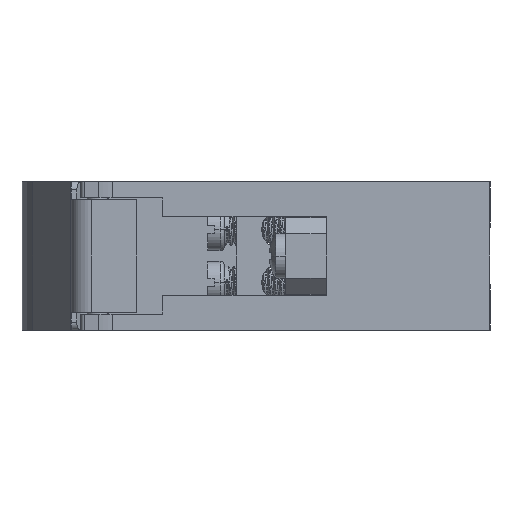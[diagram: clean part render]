
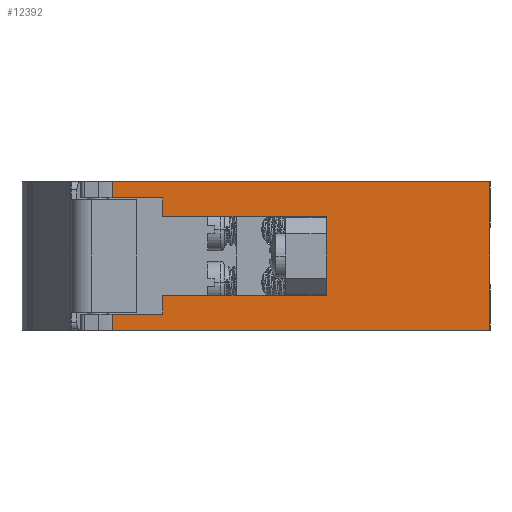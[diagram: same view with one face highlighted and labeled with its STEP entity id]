
A CAD part, left-side view. The second image highlights one B-rep face of the part: STEP entity #12392.
In plain terms, the highlighted planar face has unit normal (-1, 0, 0).
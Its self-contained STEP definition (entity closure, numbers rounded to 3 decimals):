
#691=DIRECTION('',(0.,0.,-1.));
#692=VECTOR('',#691,9.4);
#693=CARTESIAN_POINT('',(-21.,20.,4.7));
#694=LINE('',#693,#692);
#695=DIRECTION('',(0.,0.,-1.));
#696=VECTOR('',#695,0.1);
#697=CARTESIAN_POINT('',(-21.,20.,4.8));
#698=LINE('',#697,#696);
#699=DIRECTION('',(0.,-1.,0.));
#700=VECTOR('',#699,20.);
#701=CARTESIAN_POINT('',(-21.,40.,4.8));
#702=LINE('',#701,#700);
#703=DIRECTION('',(0.,0.,1.));
#704=VECTOR('',#703,2.3);
#705=CARTESIAN_POINT('',(-21.,40.,4.8));
#706=LINE('',#705,#704);
#707=DIRECTION('',(0.,-1.,0.));
#708=VECTOR('',#707,6.172);
#709=CARTESIAN_POINT('',(-21.,46.172,7.1));
#710=LINE('',#709,#708);
#711=DIRECTION('',(0.,0.,-1.));
#712=VECTOR('',#711,2.);
#713=CARTESIAN_POINT('',(-21.,46.172,9.1));
#714=LINE('',#713,#712);
#715=DIRECTION('',(0.,0.,-1.));
#716=VECTOR('',#715,2.);
#717=CARTESIAN_POINT('',(-21.,46.172,-7.1));
#718=LINE('',#717,#716);
#719=DIRECTION('',(0.,-1.,0.));
#720=VECTOR('',#719,6.172);
#721=CARTESIAN_POINT('',(-21.,46.172,-7.1));
#722=LINE('',#721,#720);
#723=DIRECTION('',(0.,0.,1.));
#724=VECTOR('',#723,2.3);
#725=CARTESIAN_POINT('',(-21.,40.,-7.1));
#726=LINE('',#725,#724);
#727=DIRECTION('',(0.,-1.,0.));
#728=VECTOR('',#727,20.);
#729=CARTESIAN_POINT('',(-21.,40.,-4.8));
#730=LINE('',#729,#728);
#731=DIRECTION('',(0.,0.,-1.));
#732=VECTOR('',#731,0.1);
#733=CARTESIAN_POINT('',(-21.,20.,-4.7));
#734=LINE('',#733,#732);
#1182=DIRECTION('',(0.,-1.,0.));
#1183=VECTOR('',#1182,46.172);
#1184=CARTESIAN_POINT('',(-21.,46.172,-9.1));
#1185=LINE('',#1184,#1183);
#1979=DIRECTION('',(0.,-1.,0.));
#1980=VECTOR('',#1979,46.172);
#1981=CARTESIAN_POINT('',(-21.,46.172,9.1));
#1982=LINE('',#1981,#1980);
#2787=DIRECTION('',(0.,0.,1.));
#2788=VECTOR('',#2787,18.2);
#2789=CARTESIAN_POINT('',(-21.,0.,-9.1));
#2790=LINE('',#2789,#2788);
#9867=CARTESIAN_POINT('',(-21.,0.,-9.1));
#9868=CARTESIAN_POINT('',(-21.,0.,9.1));
#9869=VERTEX_POINT('',#9867);
#9870=VERTEX_POINT('',#9868);
#9989=CARTESIAN_POINT('',(-21.,20.,4.8));
#9991=VERTEX_POINT('',#9989);
#9994=CARTESIAN_POINT('',(-21.,20.,-4.8));
#9996=VERTEX_POINT('',#9994);
#10015=CARTESIAN_POINT('',(-21.,40.,4.8));
#10016=CARTESIAN_POINT('',(-21.,40.,7.1));
#10017=VERTEX_POINT('',#10015);
#10018=VERTEX_POINT('',#10016);
#10019=CARTESIAN_POINT('',(-21.,40.,-7.1));
#10020=CARTESIAN_POINT('',(-21.,40.,-4.8));
#10021=VERTEX_POINT('',#10019);
#10022=VERTEX_POINT('',#10020);
#10143=CARTESIAN_POINT('',(-21.,46.172,7.1));
#10145=VERTEX_POINT('',#10143);
#10149=CARTESIAN_POINT('',(-21.,46.172,9.1));
#10150=VERTEX_POINT('',#10149);
#10151=CARTESIAN_POINT('',(-21.,46.172,-9.1));
#10153=VERTEX_POINT('',#10151);
#10157=CARTESIAN_POINT('',(-21.,46.172,-7.1));
#10158=VERTEX_POINT('',#10157);
#10591=CARTESIAN_POINT('',(-21.,20.,4.7));
#10592=CARTESIAN_POINT('',(-21.,20.,-4.7));
#10593=VERTEX_POINT('',#10591);
#10594=VERTEX_POINT('',#10592);
#12360=CARTESIAN_POINT('',(-21.,56.,-9.1));
#12361=DIRECTION('',(-1.,0.,0.));
#12362=DIRECTION('',(0.,-1.,0.));
#12363=AXIS2_PLACEMENT_3D('',#12360,#12361,#12362);
#12364=PLANE('',#12363);
#12365=ORIENTED_EDGE('',*,*,#12308,.F.);
#12366=ORIENTED_EDGE('',*,*,#12264,.F.);
#12368=ORIENTED_EDGE('',*,*,#12367,.F.);
#12370=ORIENTED_EDGE('',*,*,#12369,.T.);
#12372=ORIENTED_EDGE('',*,*,#12371,.F.);
#12374=ORIENTED_EDGE('',*,*,#12373,.F.);
#12376=ORIENTED_EDGE('',*,*,#12375,.T.);
#12378=ORIENTED_EDGE('',*,*,#12377,.F.);
#12380=ORIENTED_EDGE('',*,*,#12379,.F.);
#12382=ORIENTED_EDGE('',*,*,#12381,.F.);
#12384=ORIENTED_EDGE('',*,*,#12383,.T.);
#12386=ORIENTED_EDGE('',*,*,#12385,.T.);
#12388=ORIENTED_EDGE('',*,*,#12387,.T.);
#12389=ORIENTED_EDGE('',*,*,#12276,.F.);
#12390=EDGE_LOOP('',(#12365,#12366,#12368,#12370,#12372,#12374,#12376,#12378,
#12380,#12382,#12384,#12386,#12388,#12389));
#12391=FACE_OUTER_BOUND('',#12390,.F.);
#12392=ADVANCED_FACE('',(#12391),#12364,.T.);
#12264=EDGE_CURVE('',#9991,#10593,#698,.T.);
#12276=EDGE_CURVE('',#10594,#9996,#734,.T.);
#12308=EDGE_CURVE('',#10593,#10594,#694,.T.);
#12367=EDGE_CURVE('',#10017,#9991,#702,.T.);
#12369=EDGE_CURVE('',#10017,#10018,#706,.T.);
#12371=EDGE_CURVE('',#10145,#10018,#710,.T.);
#12373=EDGE_CURVE('',#10150,#10145,#714,.T.);
#12375=EDGE_CURVE('',#10150,#9870,#1982,.T.);
#12377=EDGE_CURVE('',#9869,#9870,#2790,.T.);
#12379=EDGE_CURVE('',#10153,#9869,#1185,.T.);
#12381=EDGE_CURVE('',#10158,#10153,#718,.T.);
#12383=EDGE_CURVE('',#10158,#10021,#722,.T.);
#12385=EDGE_CURVE('',#10021,#10022,#726,.T.);
#12387=EDGE_CURVE('',#10022,#9996,#730,.T.);
